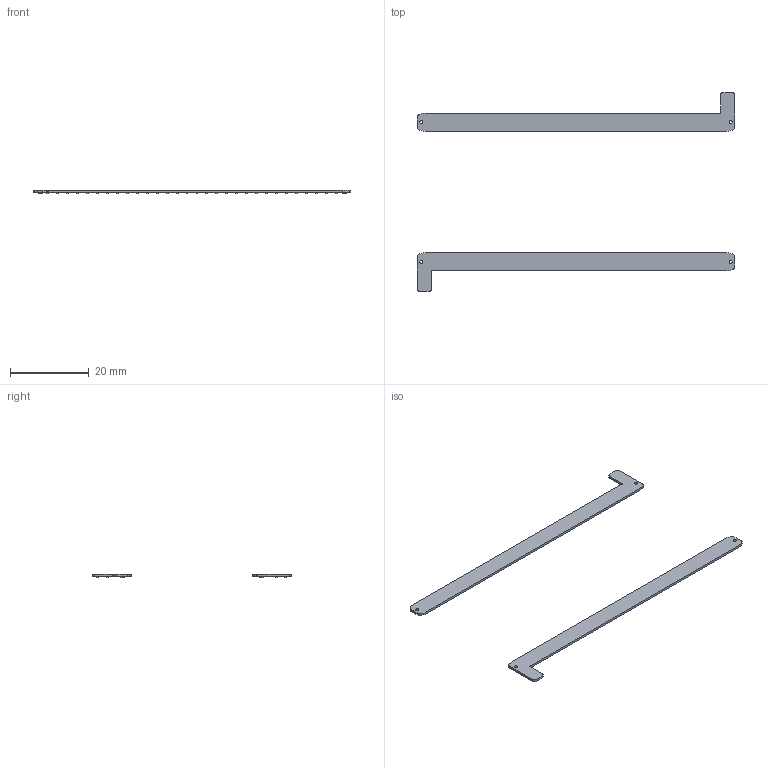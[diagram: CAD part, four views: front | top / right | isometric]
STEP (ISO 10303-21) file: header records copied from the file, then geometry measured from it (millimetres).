
FILE_DESCRIPTION(('KiCad electronic assembly'),'2;1');
FILE_NAME('ProbeSenseNumbers.step','2024-05-10T12:05:36',('Pcbnew'),( 'Kicad'),'Open CASCADE STEP processor 7.7','KiCad to STEP converter' ,'Unknown');
FILE_SCHEMA(('AUTOMOTIVE_DESIGN { 1 0 10303 214 1 1 1 1 }'));
Length unit declared in the file: millimetre
Products named in the file (5): ProbeSenseNumbers 1; R_0402_1005Metric; ProbeSenseNumbers_PCB_1; ProbeSenseNumbers_PCB_2
Assembly tree (67 placements, depth 3):
  ProbeSenseNumbers 1
    R_0402_1005Metric  x64
      R_0402_1005Metric
    ProbeSenseNumbers_PCB_1
    ProbeSenseNumbers_PCB_2
Bounding box: 80.77 x 50.8 x 1 mm (x, y, z)
Volume: 473.4 mm3; surface area: 1895 mm2
Topology: 66 solids, 66 shells, 1708 faces, 4472 edges, 2896 vertices
Faces by surface type: plane 1170, cylinder 538
Full cylindrical faces by diameter (mm): 0.8 x4
Entity records: 3009 total; most frequent: DIRECTION 532, CARTESIAN_POINT 450, ORIENTED_EDGE 376, AXIS2_PLACEMENT_3D 206, EDGE_CURVE 188, VERTEX_POINT 124, LINE 120, VECTOR 120
